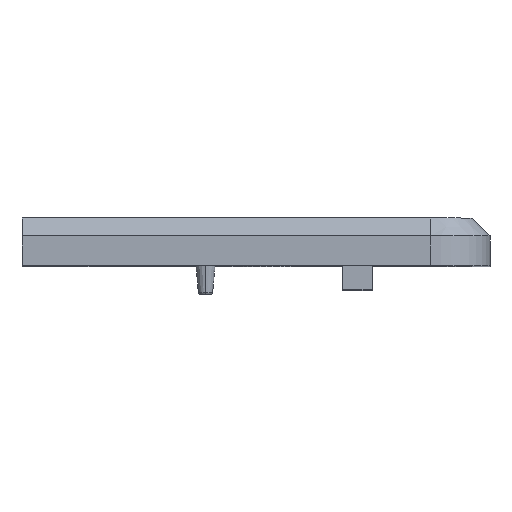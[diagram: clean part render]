
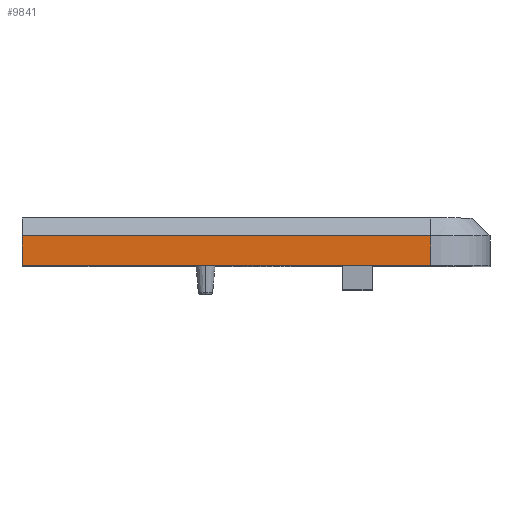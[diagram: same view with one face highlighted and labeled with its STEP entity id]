
A CAD part, top view. The second image highlights one B-rep face of the part: STEP entity #9841.
In plain terms, the highlighted planar face has unit normal (0, 0, 1).
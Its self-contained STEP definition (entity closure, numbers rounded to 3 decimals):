
#3683=DIRECTION('',(-1.,0.,0.));
#3684=VECTOR('',#3683,68.74);
#3685=CARTESIAN_POINT('',(139.815,2.75,138.847));
#3686=LINE('',#3685,#3684);
#3687=DIRECTION('',(0.,-1.,0.));
#3688=VECTOR('',#3687,5.);
#3689=CARTESIAN_POINT('',(139.815,2.75,138.847));
#3690=LINE('',#3689,#3688);
#3691=DIRECTION('',(1.,0.,0.));
#3692=VECTOR('',#3691,68.74);
#3693=CARTESIAN_POINT('',(71.075,-2.25,138.847));
#3694=LINE('',#3693,#3692);
#3695=DIRECTION('',(0.,1.,0.));
#3696=VECTOR('',#3695,5.);
#3697=CARTESIAN_POINT('',(71.075,-2.25,138.847));
#3698=LINE('',#3697,#3696);
#3700=CARTESIAN_POINT('',(139.815,-2.25,138.847));
#3702=VERTEX_POINT('',#3700);
#4028=CARTESIAN_POINT('',(139.815,2.75,138.847));
#4030=VERTEX_POINT('',#4028);
#4135=CARTESIAN_POINT('',(71.075,-2.25,138.847));
#4136=VERTEX_POINT('',#4135);
#4139=CARTESIAN_POINT('',(71.075,2.75,138.847));
#4141=VERTEX_POINT('',#4139);
#9830=CARTESIAN_POINT('',(-149.815,-17.25,138.847));
#9831=DIRECTION('',(0.,0.,1.));
#9832=DIRECTION('',(1.,0.,0.));
#9833=AXIS2_PLACEMENT_3D('',#9830,#9831,#9832);
#9834=PLANE('',#9833);
#9835=ORIENTED_EDGE('',*,*,#5026,.F.);
#9836=ORIENTED_EDGE('',*,*,#4996,.T.);
#9837=ORIENTED_EDGE('',*,*,#4877,.F.);
#9838=ORIENTED_EDGE('',*,*,#5043,.T.);
#9839=EDGE_LOOP('',(#9835,#9836,#9837,#9838));
#9840=FACE_OUTER_BOUND('',#9839,.F.);
#9841=ADVANCED_FACE('',(#9840),#9834,.T.);
#4877=EDGE_CURVE('',#4136,#3702,#3694,.T.);
#4996=EDGE_CURVE('',#4030,#3702,#3690,.T.);
#5026=EDGE_CURVE('',#4030,#4141,#3686,.T.);
#5043=EDGE_CURVE('',#4136,#4141,#3698,.T.);
